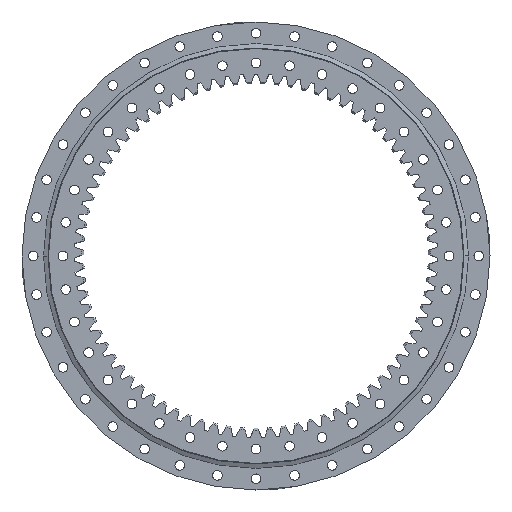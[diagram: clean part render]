
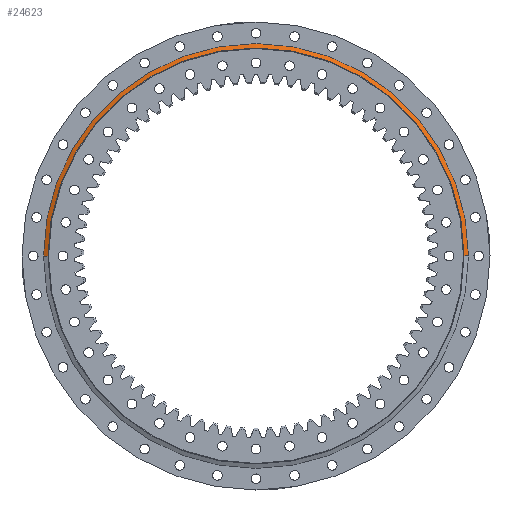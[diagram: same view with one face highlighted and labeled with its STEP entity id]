
A CAD part, front view. The second image highlights one B-rep face of the part: STEP entity #24623.
In plain terms, the highlighted conical face has half-angle 63.206 degrees and reference radius 473.75 mm.
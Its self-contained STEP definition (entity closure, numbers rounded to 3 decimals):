
#52 = CARTESIAN_POINT ( 'NONE',  ( 0., -32.55, 0. ) ) ;
#130 = DIRECTION ( 'NONE',  ( 0., 1., 0. ) ) ;
#278 = VECTOR ( 'NONE', #1553, 1000. ) ;
#553 = DIRECTION ( 'NONE',  ( -1., 0., 0. ) ) ;
#1553 = DIRECTION ( 'NONE',  ( 0.893, 0.451, 0. ) ) ;
#1820 = EDGE_LOOP ( 'NONE', ( #21899, #13848, #22259, #22205 ) ) ;
#2936 = CARTESIAN_POINT ( 'NONE',  ( 473.75, -32.55, 0. ) ) ;
#3028 = LINE ( 'NONE', #18234, #17123 ) ;
#3813 = VERTEX_POINT ( 'NONE', #9271 ) ;
#3908 = CIRCLE ( 'NONE', #22682, 473.75 ) ;
#4070 = VERTEX_POINT ( 'NONE', #21344 ) ;
#4190 = DIRECTION ( 'NONE',  ( -0.893, 0.451, 0. ) ) ;
#4969 = CARTESIAN_POINT ( 'NONE',  ( 0., -32.55, 0. ) ) ;
#5369 = AXIS2_PLACEMENT_3D ( 'NONE', #10783, #22198, #14593 ) ;
#5754 = CARTESIAN_POINT ( 'NONE',  ( -473.75, -32.55, 0. ) ) ;
#6929 = DIRECTION ( 'NONE',  ( -1., 0., 0. ) ) ;
#7109 = EDGE_CURVE ( 'NONE', #23160, #3813, #11100, .T. ) ;
#7321 = VERTEX_POINT ( 'NONE', #5754 ) ;
#8555 = CIRCLE ( 'NONE', #5369, 483.75 ) ;
#8732 = CONICAL_SURFACE ( 'NONE', #16063, 473.75, 1.103 ) ;
#9271 = CARTESIAN_POINT ( 'NONE',  ( 483.75, -27.5, 0. ) ) ;
#10783 = CARTESIAN_POINT ( 'NONE',  ( 0., -27.5, 0. ) ) ;
#11100 = LINE ( 'NONE', #2936, #278 ) ;
#11264 = EDGE_CURVE ( 'NONE', #4070, #3813, #8555, .T. ) ;
#12845 = EDGE_CURVE ( 'NONE', #7321, #4070, #3028, .T. ) ;
#13848 = ORIENTED_EDGE ( 'NONE', *, *, #7109, .T. ) ;
#14432 = EDGE_CURVE ( 'NONE', #7321, #23160, #3908, .T. ) ;
#14593 = DIRECTION ( 'NONE',  ( -1., 0., 0. ) ) ;
#16063 = AXIS2_PLACEMENT_3D ( 'NONE', #4969, #22172, #6929 ) ;
#17123 = VECTOR ( 'NONE', #4190, 1000. ) ;
#18234 = CARTESIAN_POINT ( 'NONE',  ( -473.75, -32.55, 0. ) ) ;
#20647 = FACE_OUTER_BOUND ( 'NONE', #1820, .T. ) ;
#20814 = CARTESIAN_POINT ( 'NONE',  ( 473.75, -32.55, 0. ) ) ;
#21344 = CARTESIAN_POINT ( 'NONE',  ( -483.75, -27.5, 0. ) ) ;
#21899 = ORIENTED_EDGE ( 'NONE', *, *, #14432, .T. ) ;
#22172 = DIRECTION ( 'NONE',  ( 0., 1., 0. ) ) ;
#22198 = DIRECTION ( 'NONE',  ( 0., 1., 0. ) ) ;
#22205 = ORIENTED_EDGE ( 'NONE', *, *, #12845, .F. ) ;
#22259 = ORIENTED_EDGE ( 'NONE', *, *, #11264, .F. ) ;
#22682 = AXIS2_PLACEMENT_3D ( 'NONE', #52, #130, #553 ) ;
#23160 = VERTEX_POINT ( 'NONE', #20814 ) ;
#24623 = ADVANCED_FACE ( 'NONE', ( #20647 ), #8732, .T. ) ;
